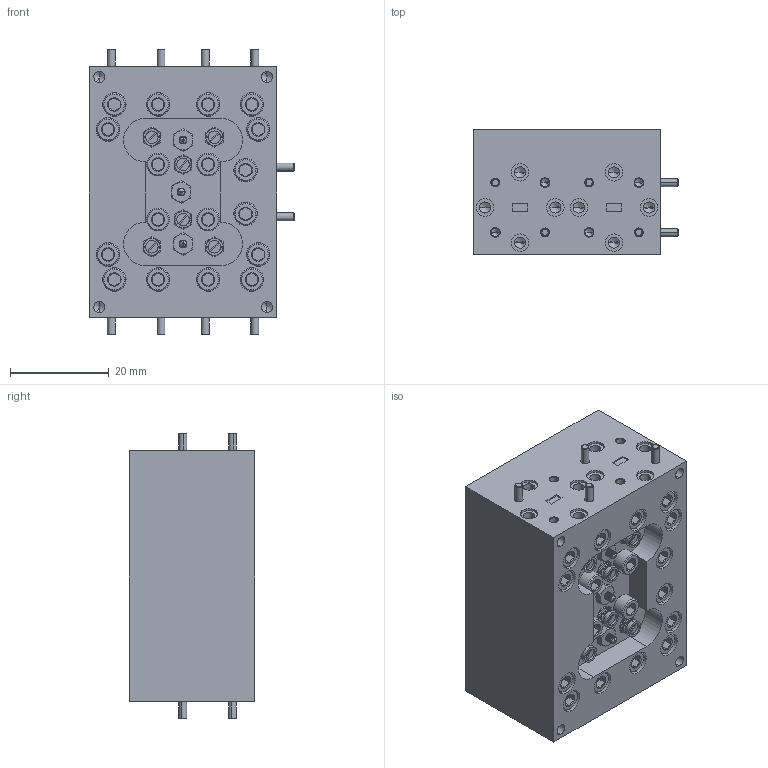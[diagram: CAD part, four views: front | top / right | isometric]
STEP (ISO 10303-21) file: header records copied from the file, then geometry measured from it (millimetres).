
FILE_DESCRIPTION (( 'STEP AP203' ), '1' );
FILE_NAME ('SWP-62386304-12-S1.STEP', '2019-10-16T19:04:32', ( '' ), ( '' ), 'SwSTEP 2.0', 'SolidWorks 2016', '' );
FILE_SCHEMA (( 'CONFIG_CONTROL_DESIGN' ));
Length unit declared in the file: inch
Products named in the file (1): SWP-62386304-12-S1
Bounding box: 41.72 x 25.4 x 58.04 mm (x, y, z)
Volume: 45765.6 mm3; surface area: 13278.8 mm2
Topology: 23 solids, 27 shells, 1323 faces, 2922 edges, 1703 vertices
Faces by surface type: cone 489, plane 416, cylinder 400, bspline 18
Entity records: 44883 total; most frequent: CARTESIAN_POINT 16463, DIRECTION 6101, ORIENTED_EDGE 5668, EDGE_CURVE 2834, AXIS2_PLACEMENT_3D 2405, VERTEX_POINT 1703, EDGE_LOOP 1487, FACE_OUTER_BOUND 1323
